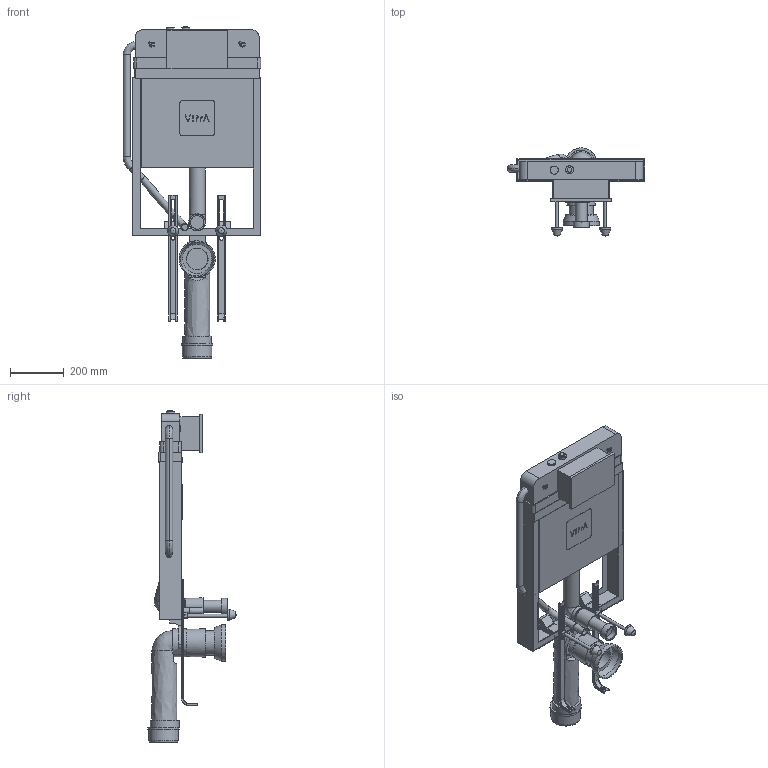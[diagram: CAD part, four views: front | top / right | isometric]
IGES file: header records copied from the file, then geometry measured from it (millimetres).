
Global section: file name: 768-1851; native system: unknown; preprocessor: unknown; author: unknown; organization: unknown; date: 20210406.171435; units: millimetre
Bounding box: 511.8 x 329.17 x 1236.24 mm (x, y, z)
Volume: 26810634.2 mm3; surface area: 1852026.4 mm2
Topology: 1 solids, 2 shells, 513 faces, 1457 edges, 968 vertices
Faces by surface type: bspline 513
